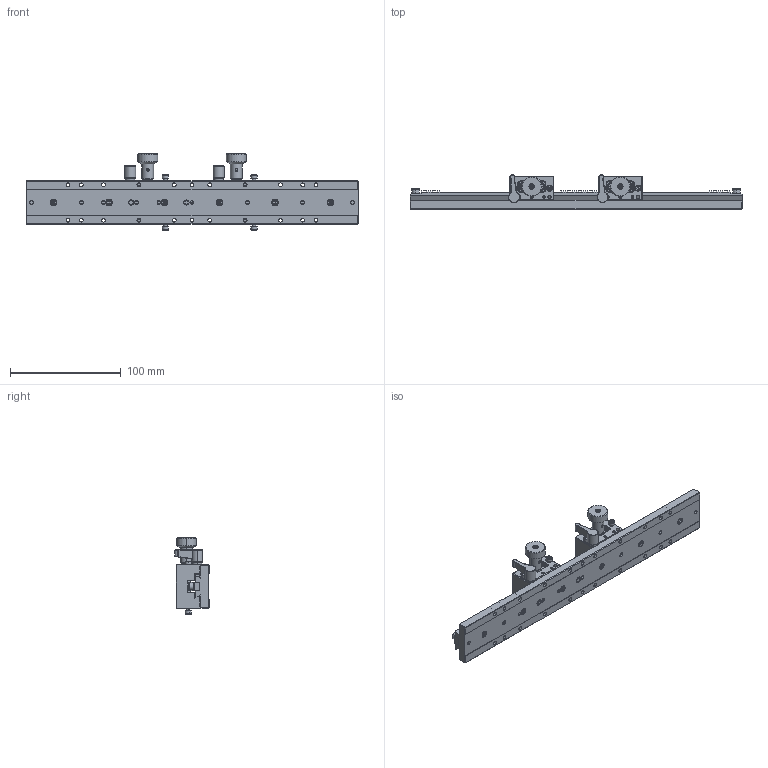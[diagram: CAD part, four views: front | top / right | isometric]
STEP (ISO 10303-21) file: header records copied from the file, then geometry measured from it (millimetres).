
FILE_DESCRIPTION (( 'STEP AP203' ), '1' );
FILE_NAME ('AD260C-40D2(AP203).STEP', '2020-10-29T07:53:40', ( 'China' ), ( 'Microsoft' ), 'SwSTEP 2.0', 'SolidWorks 2017', '' );
FILE_SCHEMA (( 'CONFIG_CONTROL_DESIGN' ));
Length unit declared in the file: millimetre
Products named in the file (1): AD260C-40D2(AP203)
Bounding box: 300 x 31.15 x 69 mm (x, y, z)
Surface area: 67338.4 mm2 (no closed solid volume)
Topology: 0 solids, 62 shells, 984 faces, 3022 edges, 1992 vertices
Faces by surface type: plane 557, cylinder 292, cone 66, torus 61, bspline 8
Entity records: 33900 total; most frequent: CARTESIAN_POINT 6687, DIRECTION 5836, ORIENTED_EDGE 5026, EDGE_CURVE 2986, VERTEX_POINT 1992, VECTOR 1970, LINE 1970, AXIS2_PLACEMENT_3D 1933
